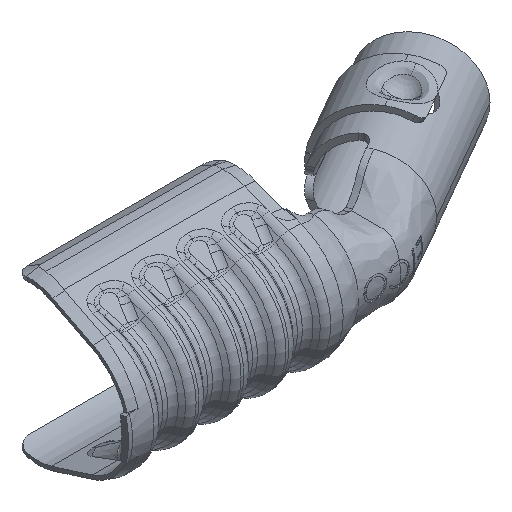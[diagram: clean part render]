
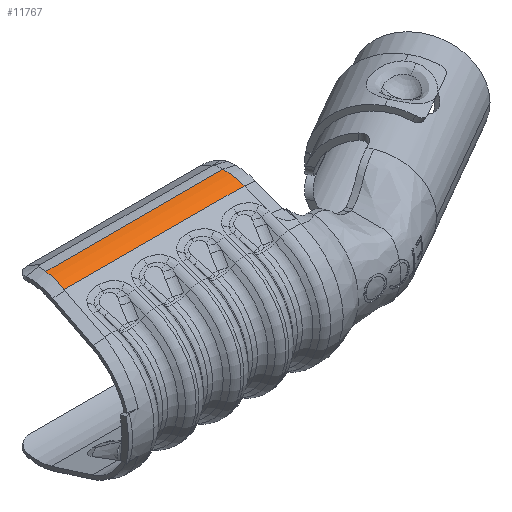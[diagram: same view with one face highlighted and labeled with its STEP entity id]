
A CAD part, isometric view. The second image highlights one B-rep face of the part: STEP entity #11767.
In plain terms, the highlighted cylindrical face has radius 4.369 mm (diameter 8.738 mm), a partial arc.
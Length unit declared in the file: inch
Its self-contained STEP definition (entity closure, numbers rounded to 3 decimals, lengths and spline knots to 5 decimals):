
#97 = CARTESIAN_POINT ( 'NONE',  ( 0.05072, 0.07576, 0.2206 ) ) ;
#1282 = CARTESIAN_POINT ( 'NONE',  ( 0.56424, 0.07576, 0.2206 ) ) ;
#1923 = DIRECTION ( 'NONE',  ( -1., 0., 0. ) ) ;
#2355 = B_SPLINE_CURVE_WITH_KNOTS ( 'NONE', 3,
 ( #97, #8677, #17309, #25721, #6531, #15208 ),
 .UNSPECIFIED., .F., .F.,
 ( 4, 2, 4 ),
 ( 0., 0.00079, 0.00158 ),
 .UNSPECIFIED. ) ;
#2534 = VECTOR ( 'NONE', #1923, 39.37008 ) ;
#2886 = DIRECTION ( 'NONE',  ( -1., 0., 0. ) ) ;
#2919 = DIRECTION ( 'NONE',  ( 0., 0., 1. ) ) ;
#3785 = ORIENTED_EDGE ( 'NONE', *, *, #8432, .T. ) ;
#5042 = CYLINDRICAL_SURFACE ( 'NONE', #24602, 0.172 ) ;
#5516 = VERTEX_POINT ( 'NONE', #27361 ) ;
#6151 = LINE ( 'NONE', #21229, #2534 ) ;
#6531 = CARTESIAN_POINT ( 'NONE',  ( 0.05834, 0.12579, 0.2315 ) ) ;
#6638 = VECTOR ( 'NONE', #2886, 39.37008 ) ;
#7207 = DIRECTION ( 'NONE',  ( 1., 0., 0. ) ) ;
#7767 = EDGE_CURVE ( 'NONE', #13279, #9685, #2355, .T. ) ;
#8197 = EDGE_CURVE ( 'NONE', #5516, #16295, #22323, .T. ) ;
#8265 = ORIENTED_EDGE ( 'NONE', *, *, #7767, .F. ) ;
#8394 = EDGE_LOOP ( 'NONE', ( #27356, #3785, #8265, #26581 ) ) ;
#8432 = EDGE_CURVE ( 'NONE', #5516, #9685, #6151, .T. ) ;
#8677 = CARTESIAN_POINT ( 'NONE',  ( 0.05212, 0.0854, 0.22421 ) ) ;
#9685 = VERTEX_POINT ( 'NONE', #13860 ) ;
#9914 = EDGE_CURVE ( 'NONE', #16295, #13279, #13694, .T. ) ;
#10238 = AXIS2_PLACEMENT_3D ( 'NONE', #26358, #7207, #15885 ) ;
#11767 = ADVANCED_FACE ( 'NONE', ( #24296 ), #5042, .T. ) ;
#13279 = VERTEX_POINT ( 'NONE', #24459 ) ;
#13694 = LINE ( 'NONE', #22193, #6638 ) ;
#13727 = CARTESIAN_POINT ( 'NONE',  ( 0.6, 0.136, 0.0595 ) ) ;
#13860 = CARTESIAN_POINT ( 'NONE',  ( 0.05988, 0.136, 0.2315 ) ) ;
#15208 = CARTESIAN_POINT ( 'NONE',  ( 0.05988, 0.136, 0.2315 ) ) ;
#15885 = DIRECTION ( 'NONE',  ( 0., 0., 1. ) ) ;
#16295 = VERTEX_POINT ( 'NONE', #1282 ) ;
#17309 = CARTESIAN_POINT ( 'NONE',  ( 0.05368, 0.09533, 0.22694 ) ) ;
#21229 = CARTESIAN_POINT ( 'NONE',  ( 0.6, 0.136, 0.2315 ) ) ;
#22193 = CARTESIAN_POINT ( 'NONE',  ( 0.6, 0.07576, 0.2206 ) ) ;
#22226 = DIRECTION ( 'NONE',  ( -1., 0., 0. ) ) ;
#22323 = CIRCLE ( 'NONE', #10238, 0.172 ) ;
#24296 = FACE_OUTER_BOUND ( 'NONE', #8394, .T. ) ;
#24459 = CARTESIAN_POINT ( 'NONE',  ( 0.05072, 0.07576, 0.2206 ) ) ;
#24602 = AXIS2_PLACEMENT_3D ( 'NONE', #13727, #22226, #2919 ) ;
#25721 = CARTESIAN_POINT ( 'NONE',  ( 0.05679, 0.11551, 0.23058 ) ) ;
#26358 = CARTESIAN_POINT ( 'NONE',  ( 0.56424, 0.136, 0.0595 ) ) ;
#26581 = ORIENTED_EDGE ( 'NONE', *, *, #9914, .F. ) ;
#27356 = ORIENTED_EDGE ( 'NONE', *, *, #8197, .F. ) ;
#27361 = CARTESIAN_POINT ( 'NONE',  ( 0.56424, 0.136, 0.2315 ) ) ;
